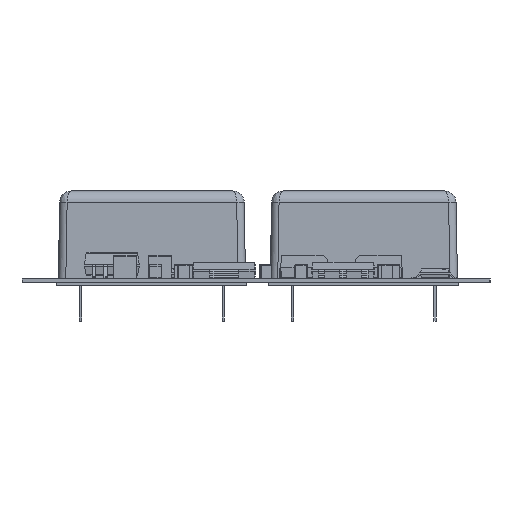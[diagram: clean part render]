
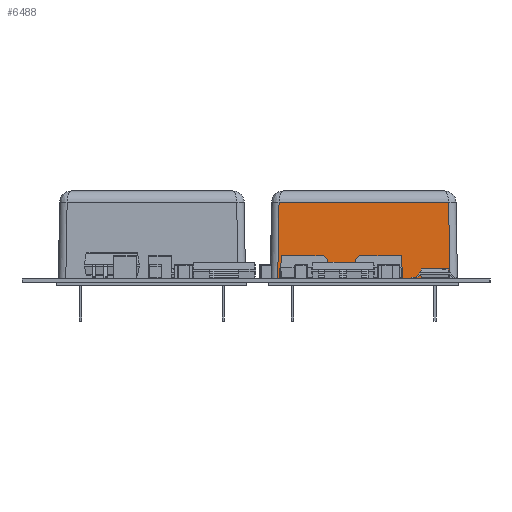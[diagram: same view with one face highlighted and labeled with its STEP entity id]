
A CAD part, left-side view. The second image highlights one B-rep face of the part: STEP entity #6488.
In plain terms, the highlighted face is planar.
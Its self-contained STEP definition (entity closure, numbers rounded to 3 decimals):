
#6488 = ADVANCED_FACE('',(#6489),#6523,.T.);
#6489 = FACE_BOUND('',#6490,.T.);
#6490 = EDGE_LOOP('',(#6491,#6501,#6509,#6517));
#6491 = ORIENTED_EDGE('',*,*,#6492,.T.);
#6492 = EDGE_CURVE('',#6493,#6495,#6497,.T.);
#6493 = VERTEX_POINT('',#6494);
#6494 = CARTESIAN_POINT('',(-9.2,0.,-15.8));
#6495 = VERTEX_POINT('',#6496);
#6496 = CARTESIAN_POINT('',(-9.057,8.172,
    -15.657));
#6497 = LINE('',#6498,#6499);
#6498 = CARTESIAN_POINT('',(-9.2,-0.014,
    -15.8));
#6499 = VECTOR('',#6500,1.);
#6500 = DIRECTION('',(0.017,1.,
    0.017));
#6501 = ORIENTED_EDGE('',*,*,#6502,.T.);
#6502 = EDGE_CURVE('',#6495,#6503,#6505,.T.);
#6503 = VERTEX_POINT('',#6504);
#6504 = CARTESIAN_POINT('',(9.057,8.172,
    -15.657));
#6505 = LINE('',#6506,#6507);
#6506 = CARTESIAN_POINT('',(9.036,8.172,-15.657
    ));
#6507 = VECTOR('',#6508,1.);
#6508 = DIRECTION('',(1.,0.,0.));
#6509 = ORIENTED_EDGE('',*,*,#6510,.T.);
#6510 = EDGE_CURVE('',#6503,#6511,#6513,.T.);
#6511 = VERTEX_POINT('',#6512);
#6512 = CARTESIAN_POINT('',(9.2,0.,-15.8));
#6513 = LINE('',#6514,#6515);
#6514 = CARTESIAN_POINT('',(9.194,0.335,
    -15.794));
#6515 = VECTOR('',#6516,1.);
#6516 = DIRECTION('',(0.017,-1.,
    -0.017));
#6517 = ORIENTED_EDGE('',*,*,#6518,.T.);
#6518 = EDGE_CURVE('',#6511,#6493,#6519,.T.);
#6519 = LINE('',#6520,#6521);
#6520 = CARTESIAN_POINT('',(-10.,0.,-15.8));
#6521 = VECTOR('',#6522,1.);
#6522 = DIRECTION('',(-1.,0.,0.));
#6523 = PLANE('',#6524);
#6524 = AXIS2_PLACEMENT_3D('',#6525,#6526,#6527);
#6525 = CARTESIAN_POINT('',(-10.,0.,-15.8));
#6526 = DIRECTION('',(0.,0.017,
    -1.));
#6527 = DIRECTION('',(-1.,0.,0.));
